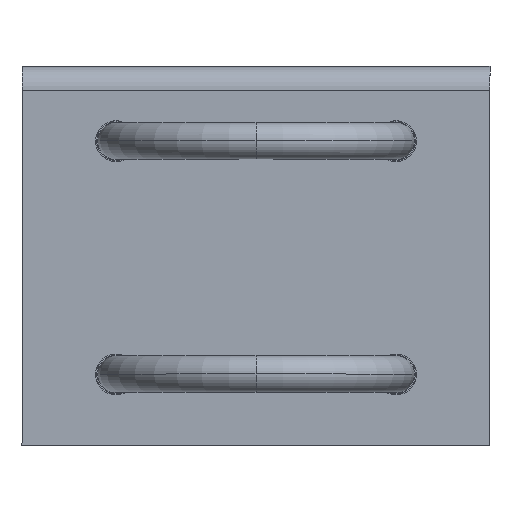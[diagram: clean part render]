
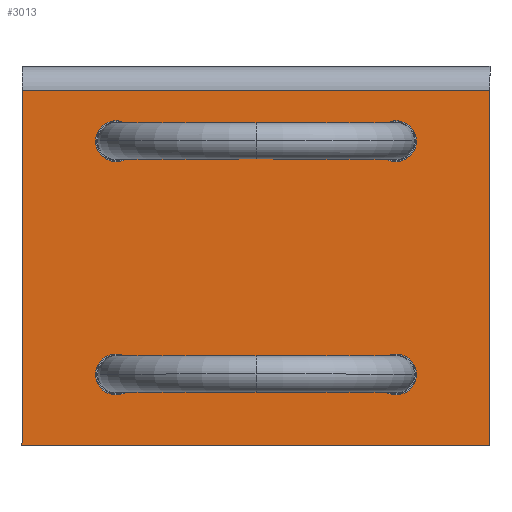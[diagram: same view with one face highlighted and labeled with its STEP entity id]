
A CAD part, top view. The second image highlights one B-rep face of the part: STEP entity #3013.
In plain terms, the highlighted planar face has unit normal (0, 0, 1).
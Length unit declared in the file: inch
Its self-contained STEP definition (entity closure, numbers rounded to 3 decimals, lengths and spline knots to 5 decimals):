
#223 = CARTESIAN_POINT ( 'NONE',  ( -2.7725, 1.1811, 0. ) ) ;
#404 = CARTESIAN_POINT ( 'NONE',  ( -0.2, 1.975, 0. ) ) ;
#667 = CARTESIAN_POINT ( 'NONE',  ( -3.2, 1.975, 0. ) ) ;
#930 = CARTESIAN_POINT ( 'NONE',  ( -2.4275, -1.1811, 0. ) ) ;
#964 = CARTESIAN_POINT ( 'NONE',  ( -0.6315, 1.1811, 0. ) ) ;
#1194 = EDGE_CURVE ( 'NONE', #21277, #18830, #12135, .T. ) ;
#1240 = CARTESIAN_POINT ( 'NONE',  ( -0.6315, -1.1811, 0. ) ) ;
#1291 = VERTEX_POINT ( 'NONE', #21809 ) ;
#1742 = VERTEX_POINT ( 'NONE', #20779 ) ;
#1887 = AXIS2_PLACEMENT_3D ( 'NONE', #16152, #5533, #17987 ) ;
#2216 = CARTESIAN_POINT ( 'NONE',  ( -2.6, 1.1811, 0. ) ) ;
#2229 = VECTOR ( 'NONE', #3398, 39.37008 ) ;
#2470 = VERTEX_POINT ( 'NONE', #8226 ) ;
#2616 = FACE_BOUND ( 'NONE', #9356, .T. ) ;
#2646 = PLANE ( 'NONE',  #6589 ) ;
#2760 = DIRECTION ( 'NONE',  ( -1., 0., 0. ) ) ;
#2868 = CARTESIAN_POINT ( 'NONE',  ( -0.2, -1.975, 0. ) ) ;
#3011 = AXIS2_PLACEMENT_3D ( 'NONE', #13798, #14430, #14722 ) ;
#3013 = ADVANCED_FACE ( 'NONE', ( #7885, #7312, #3774, #2616, #20968 ), #2646, .F. ) ;
#3029 = DIRECTION ( 'NONE',  ( -1., 0., 0. ) ) ;
#3256 = CARTESIAN_POINT ( 'NONE',  ( -0.2, 1.975, 0. ) ) ;
#3340 = VECTOR ( 'NONE', #4081, 39.37008 ) ;
#3358 = VECTOR ( 'NONE', #8602, 39.37008 ) ;
#3367 = CARTESIAN_POINT ( 'NONE',  ( -2.4275, 1.1811, 0. ) ) ;
#3393 = EDGE_CURVE ( 'NONE', #1291, #1742, #17005, .T. ) ;
#3398 = DIRECTION ( 'NONE',  ( 1., 0., 0. ) ) ;
#3485 = ORIENTED_EDGE ( 'NONE', *, *, #3393, .T. ) ;
#3552 = ORIENTED_EDGE ( 'NONE', *, *, #1194, .F. ) ;
#3686 = ORIENTED_EDGE ( 'NONE', *, *, #18028, .F. ) ;
#3688 = VERTEX_POINT ( 'NONE', #930 ) ;
#3774 = FACE_BOUND ( 'NONE', #18515, .T. ) ;
#4002 = CIRCLE ( 'NONE', #17946, 0.1725 ) ;
#4037 = DIRECTION ( 'NONE',  ( -1., 0., 0. ) ) ;
#4081 = DIRECTION ( 'NONE',  ( 0., -1., 0. ) ) ;
#4302 = CARTESIAN_POINT ( 'NONE',  ( -3.2, 1.975, 0. ) ) ;
#4731 = AXIS2_PLACEMENT_3D ( 'NONE', #1240, #13656, #3029 ) ;
#4872 = CIRCLE ( 'NONE', #22959, 0.1725 ) ;
#5118 = CARTESIAN_POINT ( 'NONE',  ( -0.2, 1.975, 0. ) ) ;
#5158 = EDGE_LOOP ( 'NONE', ( #9137, #16132 ) ) ;
#5163 = DIRECTION ( 'NONE',  ( 0., 0., -1. ) ) ;
#5256 = DIRECTION ( 'NONE',  ( -1., 0., 0. ) ) ;
#5517 = CIRCLE ( 'NONE', #3011, 0.1725 ) ;
#5533 = DIRECTION ( 'NONE',  ( 0., 0., 1. ) ) ;
#5762 = EDGE_CURVE ( 'NONE', #3688, #17151, #5517, .T. ) ;
#6394 = AXIS2_PLACEMENT_3D ( 'NONE', #20129, #20155, #20232 ) ;
#6437 = CARTESIAN_POINT ( 'NONE',  ( -2.6, 1.1811, 0. ) ) ;
#6589 = AXIS2_PLACEMENT_3D ( 'NONE', #5118, #5163, #5256 ) ;
#6789 = EDGE_LOOP ( 'NONE', ( #3552, #11530 ) ) ;
#6795 = EDGE_LOOP ( 'NONE', ( #3485, #13319, #7945, #9314 ) ) ;
#6936 = CARTESIAN_POINT ( 'NONE',  ( -2.6, -1.1811, 0. ) ) ;
#6988 = CARTESIAN_POINT ( 'NONE',  ( -0.459, 1.1811, 0. ) ) ;
#7312 = FACE_BOUND ( 'NONE', #6789, .T. ) ;
#7885 = FACE_BOUND ( 'NONE', #5158, .T. ) ;
#7945 = ORIENTED_EDGE ( 'NONE', *, *, #18122, .F. ) ;
#8226 = CARTESIAN_POINT ( 'NONE',  ( -0.2, 1.975, 0. ) ) ;
#8240 = DIRECTION ( 'NONE',  ( -1., 0., 0. ) ) ;
#8370 = ORIENTED_EDGE ( 'NONE', *, *, #14874, .F. ) ;
#8602 = DIRECTION ( 'NONE',  ( 1., 0., 0. ) ) ;
#8619 = LINE ( 'NONE', #3256, #3358 ) ;
#8752 = DIRECTION ( 'NONE',  ( -1., 0., 0. ) ) ;
#8891 = EDGE_CURVE ( 'NONE', #15182, #1291, #21673, .T. ) ;
#9137 = ORIENTED_EDGE ( 'NONE', *, *, #18330, .F. ) ;
#9314 = ORIENTED_EDGE ( 'NONE', *, *, #8891, .T. ) ;
#9356 = EDGE_LOOP ( 'NONE', ( #8370, #14042 ) ) ;
#11530 = ORIENTED_EDGE ( 'NONE', *, *, #15275, .F. ) ;
#11677 = EDGE_CURVE ( 'NONE', #13300, #19134, #16143, .T. ) ;
#12135 = CIRCLE ( 'NONE', #6394, 0.1725 ) ;
#12849 = DIRECTION ( 'NONE',  ( 0., -1., 0. ) ) ;
#12863 = VERTEX_POINT ( 'NONE', #3367 ) ;
#13300 = VERTEX_POINT ( 'NONE', #15064 ) ;
#13319 = ORIENTED_EDGE ( 'NONE', *, *, #22157, .F. ) ;
#13401 = DIRECTION ( 'NONE',  ( 0., 0., 1. ) ) ;
#13656 = DIRECTION ( 'NONE',  ( 0., 0., 1. ) ) ;
#13798 = CARTESIAN_POINT ( 'NONE',  ( -2.6, -1.1811, 0. ) ) ;
#14042 = ORIENTED_EDGE ( 'NONE', *, *, #5762, .F. ) ;
#14073 = VECTOR ( 'NONE', #12849, 39.37008 ) ;
#14430 = DIRECTION ( 'NONE',  ( 0., 0., 1. ) ) ;
#14661 = DIRECTION ( 'NONE',  ( 0., 0., 1. ) ) ;
#14722 = DIRECTION ( 'NONE',  ( -1., 0., 0. ) ) ;
#14859 = CARTESIAN_POINT ( 'NONE',  ( -0.804, -1.1811, 0. ) ) ;
#14874 = EDGE_CURVE ( 'NONE', #17151, #3688, #22607, .T. ) ;
#15064 = CARTESIAN_POINT ( 'NONE',  ( -0.459, -1.1811, 0. ) ) ;
#15182 = VERTEX_POINT ( 'NONE', #667 ) ;
#15275 = EDGE_CURVE ( 'NONE', #18830, #21277, #4002, .T. ) ;
#15416 = CARTESIAN_POINT ( 'NONE',  ( -2.7725, -1.1811, 0. ) ) ;
#16132 = ORIENTED_EDGE ( 'NONE', *, *, #22414, .F. ) ;
#16143 = CIRCLE ( 'NONE', #1887, 0.1725 ) ;
#16152 = CARTESIAN_POINT ( 'NONE',  ( -0.6315, -1.1811, 0. ) ) ;
#16206 = VERTEX_POINT ( 'NONE', #223 ) ;
#16401 = AXIS2_PLACEMENT_3D ( 'NONE', #6936, #19427, #8752 ) ;
#17005 = LINE ( 'NONE', #2868, #2229 ) ;
#17151 = VERTEX_POINT ( 'NONE', #15416 ) ;
#17946 = AXIS2_PLACEMENT_3D ( 'NONE', #964, #13401, #2760 ) ;
#17987 = DIRECTION ( 'NONE',  ( -1., 0., 0. ) ) ;
#18028 = EDGE_CURVE ( 'NONE', #19134, #13300, #19522, .T. ) ;
#18122 = EDGE_CURVE ( 'NONE', #15182, #2470, #8619, .T. ) ;
#18330 = EDGE_CURVE ( 'NONE', #16206, #12863, #21953, .T. ) ;
#18515 = EDGE_LOOP ( 'NONE', ( #3686, #21687 ) ) ;
#18830 = VERTEX_POINT ( 'NONE', #6988 ) ;
#18899 = DIRECTION ( 'NONE',  ( 0., 0., 1. ) ) ;
#19030 = CARTESIAN_POINT ( 'NONE',  ( -0.804, 1.1811, 0. ) ) ;
#19134 = VERTEX_POINT ( 'NONE', #14859 ) ;
#19384 = LINE ( 'NONE', #404, #14073 ) ;
#19427 = DIRECTION ( 'NONE',  ( 0., 0., 1. ) ) ;
#19522 = CIRCLE ( 'NONE', #4731, 0.1725 ) ;
#20129 = CARTESIAN_POINT ( 'NONE',  ( -0.6315, 1.1811, 0. ) ) ;
#20155 = DIRECTION ( 'NONE',  ( 0., 0., 1. ) ) ;
#20232 = DIRECTION ( 'NONE',  ( -1., 0., 0. ) ) ;
#20779 = CARTESIAN_POINT ( 'NONE',  ( -0.2, -1.975, 0. ) ) ;
#20968 = FACE_OUTER_BOUND ( 'NONE', #6795, .T. ) ;
#21277 = VERTEX_POINT ( 'NONE', #19030 ) ;
#21673 = LINE ( 'NONE', #4302, #3340 ) ;
#21687 = ORIENTED_EDGE ( 'NONE', *, *, #11677, .F. ) ;
#21809 = CARTESIAN_POINT ( 'NONE',  ( -3.2, -1.975, 0. ) ) ;
#21953 = CIRCLE ( 'NONE', #22037, 0.1725 ) ;
#22037 = AXIS2_PLACEMENT_3D ( 'NONE', #2216, #14661, #4037 ) ;
#22157 = EDGE_CURVE ( 'NONE', #2470, #1742, #19384, .T. ) ;
#22414 = EDGE_CURVE ( 'NONE', #12863, #16206, #4872, .T. ) ;
#22607 = CIRCLE ( 'NONE', #16401, 0.1725 ) ;
#22959 = AXIS2_PLACEMENT_3D ( 'NONE', #6437, #18899, #8240 ) ;
